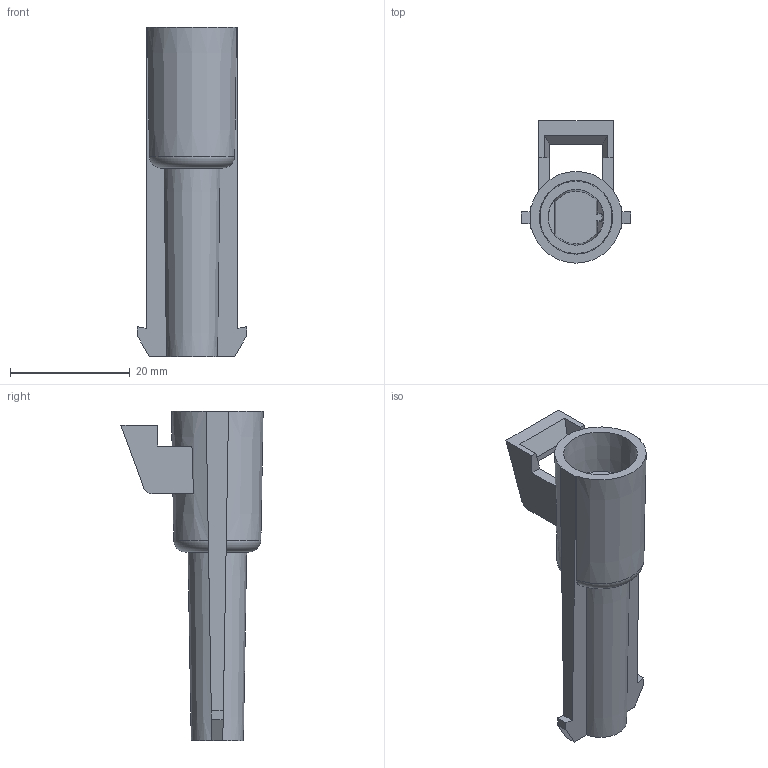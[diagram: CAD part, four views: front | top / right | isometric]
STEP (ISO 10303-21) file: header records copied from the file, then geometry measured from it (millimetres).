
FILE_DESCRIPTION(/* description */ (''),/* implementation_level */ '2;1');
FILE_NAME(/* name */ '12065171-ENV1104.stp',/* time_stamp */ '2019-07-24T17:56:03+05:00',/* author */ (''),/* organization */ (''),/* preprocessor_version */ 'ST-DEVELOPER v16',/* originating_system */ 'SIEMENS PLM Software NX 11.0',/* authorisation */ '');
FILE_SCHEMA (('AUTOMOTIVE_DESIGN { 1 0 10303 214 3 1 1 1 }'));
Length unit declared in the file: millimetre
Products named in the file (1): 12065171-ENV11_04-CONN
Bounding box: 18.3 x 23.75 x 55 mm (x, y, z)
Volume: 5300.2 mm3; surface area: 3995.9 mm2
Topology: 1 solids, 1 shells, 59 faces, 164 edges, 109 vertices
Faces by surface type: plane 48, cone 7, torus 2, cylinder 2
Entity records: 1967 total; most frequent: CARTESIAN_POINT 459, ORIENTED_EDGE 320, DIRECTION 287, EDGE_CURVE 160, LINE 109, VECTOR 109, VERTEX_POINT 107, AXIS2_PLACEMENT_3D 89
